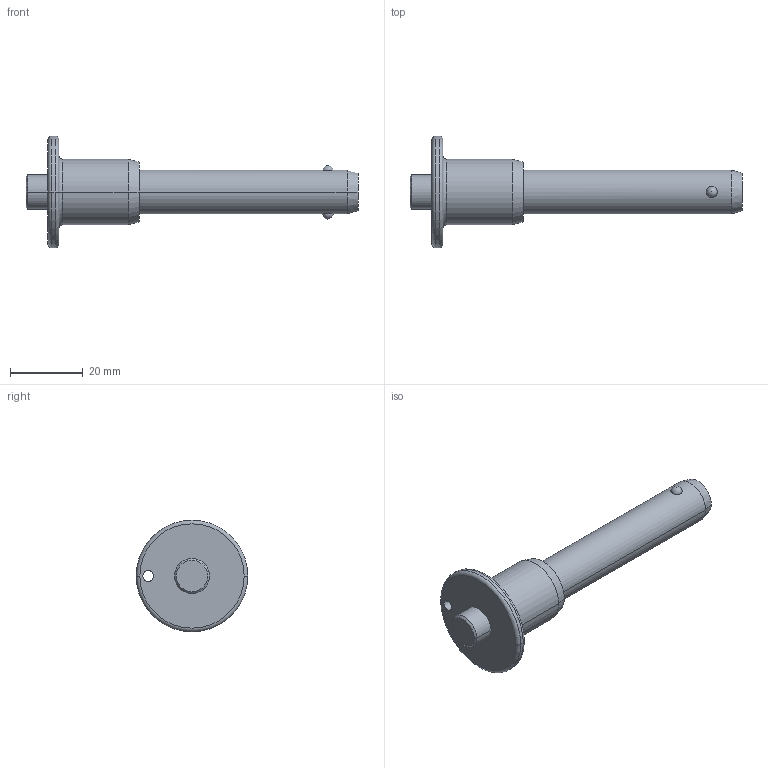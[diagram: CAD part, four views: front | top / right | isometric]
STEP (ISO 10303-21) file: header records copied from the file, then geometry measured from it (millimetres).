
FILE_DESCRIPTION (( 'STEP AP214' ), '1' );
FILE_NAME ('BKP 1250.STEP', '2022-08-26T09:29:44', ( '' ), ( '' ), 'SwSTEP 2.0', 'SolidWorks 2019', '' );
FILE_SCHEMA (( 'AUTOMOTIVE_DESIGN' ));
Length unit declared in the file: millimetre
Products named in the file (4): 50x12 PIN DIS.stp; BKP 1250.stp; BILYA 12.stp; BKP 1250
Assembly tree (4 placements, depth 3):
  BKP 1250
    BKP 1250.stp
      50x12 PIN DIS.stp
      BILYA 12.stp  x2
Bounding box: 91 x 30.6 x 30.6 mm (x, y, z)
Volume: 14800.5 mm3; surface area: 5422.7 mm2
Topology: 3 solids, 3 shells, 33 faces, 74 edges, 46 vertices
Faces by surface type: cylinder 12, cone 6, torus 6, plane 5, sphere 4
Entity records: 1062 total; most frequent: CARTESIAN_POINT 241, DIRECTION 176, ORIENTED_EDGE 124, AXIS2_PLACEMENT_3D 79, EDGE_CURVE 62, CIRCLE 40, EDGE_LOOP 38, VERTEX_POINT 38
